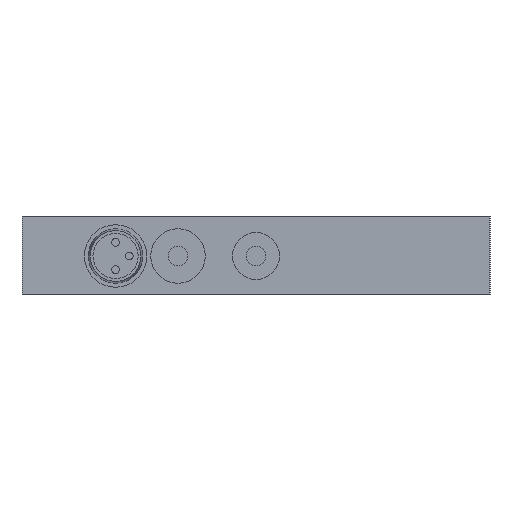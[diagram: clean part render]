
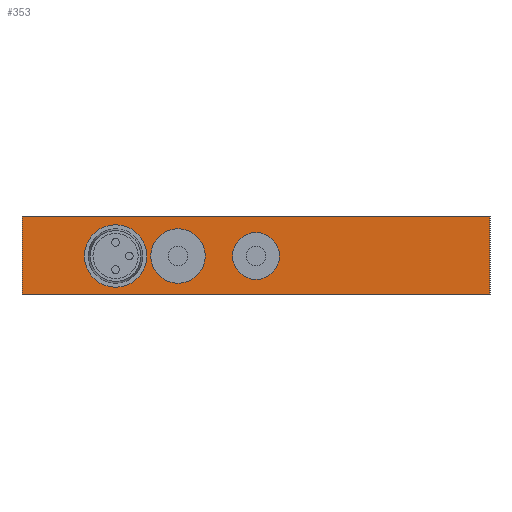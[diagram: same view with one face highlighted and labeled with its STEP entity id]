
A CAD part, left-side view. The second image highlights one B-rep face of the part: STEP entity #353.
In plain terms, the highlighted planar face has unit normal (-1, 0, 0).
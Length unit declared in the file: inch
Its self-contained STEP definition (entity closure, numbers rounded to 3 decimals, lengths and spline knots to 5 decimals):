
#22 = CARTESIAN_POINT ( 'NONE',  ( -1.23858, 0.19736, 0.05906 ) ) ;
#90 = VERTEX_POINT ( 'NONE', #1233 ) ;
#147 = FACE_BOUND ( 'NONE', #1646, .T. ) ;
#171 = EDGE_CURVE ( 'NONE', #1215, #1926, #366, .T. ) ;
#177 = AXIS2_PLACEMENT_3D ( 'NONE', #2620, #1464, #783 ) ;
#287 = VERTEX_POINT ( 'NONE', #2413 ) ;
#353 = ADVANCED_FACE ( 'NONE', ( #1843, #612, #1538, #147 ), #1107, .T. ) ;
#360 = CARTESIAN_POINT ( 'NONE',  ( -1.23858, -1.37744, 0. ) ) ;
#366 = LINE ( 'NONE', #2208, #969 ) ;
#394 = VERTEX_POINT ( 'NONE', #2837 ) ;
#415 = CARTESIAN_POINT ( 'NONE',  ( -1.23858, -1.37744, 0.3937 ) ) ;
#534 = VERTEX_POINT ( 'NONE', #22 ) ;
#612 = FACE_BOUND ( 'NONE', #1356, .T. ) ;
#642 = DIRECTION ( 'NONE',  ( -1., 0., 0. ) ) ;
#743 = EDGE_CURVE ( 'NONE', #1926, #2079, #2928, .T. ) ;
#783 = DIRECTION ( 'NONE',  ( 0., 0., -1. ) ) ;
#844 = DIRECTION ( 'NONE',  ( 1., 0., 0. ) ) ;
#873 = DIRECTION ( 'NONE',  ( 1., 0., 0. ) ) ;
#957 = EDGE_CURVE ( 'NONE', #534, #534, #1001, .T. ) ;
#962 = CIRCLE ( 'NONE', #2133, 0.11811 ) ;
#969 = VECTOR ( 'NONE', #1281, 39.37008 ) ;
#1001 = CIRCLE ( 'NONE', #177, 0.1378 ) ;
#1056 = EDGE_CURVE ( 'NONE', #287, #287, #1881, .T. ) ;
#1107 = PLANE ( 'NONE',  #1120 ) ;
#1120 = AXIS2_PLACEMENT_3D ( 'NONE', #1335, #642, #2238 ) ;
#1148 = LINE ( 'NONE', #415, #2339 ) ;
#1204 = ORIENTED_EDGE ( 'NONE', *, *, #1235, .T. ) ;
#1215 = VERTEX_POINT ( 'NONE', #1975 ) ;
#1233 = CARTESIAN_POINT ( 'NONE',  ( -1.23858, -0.19634, 0.07874 ) ) ;
#1235 = EDGE_CURVE ( 'NONE', #90, #90, #962, .T. ) ;
#1281 = DIRECTION ( 'NONE',  ( 0., 1., 0. ) ) ;
#1335 = CARTESIAN_POINT ( 'NONE',  ( -1.23858, -1.37744, 0. ) ) ;
#1356 = EDGE_LOOP ( 'NONE', ( #2915 ) ) ;
#1464 = DIRECTION ( 'NONE',  ( 1., 0., 0. ) ) ;
#1488 = ORIENTED_EDGE ( 'NONE', *, *, #171, .F. ) ;
#1538 = FACE_BOUND ( 'NONE', #1920, .T. ) ;
#1559 = VECTOR ( 'NONE', #2728, 39.37008 ) ;
#1612 = CARTESIAN_POINT ( 'NONE',  ( -1.23858, 0.98476, 0.3937 ) ) ;
#1646 = EDGE_LOOP ( 'NONE', ( #1893 ) ) ;
#1750 = EDGE_CURVE ( 'NONE', #394, #2079, #1148, .T. ) ;
#1760 = CARTESIAN_POINT ( 'NONE',  ( -1.23858, 0.51232, 0.19685 ) ) ;
#1779 = DIRECTION ( 'NONE',  ( 0., 0., -1. ) ) ;
#1843 = FACE_OUTER_BOUND ( 'NONE', #2369, .T. ) ;
#1849 = DIRECTION ( 'NONE',  ( 0., 1., 0. ) ) ;
#1881 = CIRCLE ( 'NONE', #2716, 0.1378 ) ;
#1893 = ORIENTED_EDGE ( 'NONE', *, *, #1056, .T. ) ;
#1920 = EDGE_LOOP ( 'NONE', ( #1204 ) ) ;
#1926 = VERTEX_POINT ( 'NONE', #2107 ) ;
#1975 = CARTESIAN_POINT ( 'NONE',  ( -1.23858, -1.37744, 0. ) ) ;
#2008 = LINE ( 'NONE', #360, #1559 ) ;
#2079 = VERTEX_POINT ( 'NONE', #1612 ) ;
#2100 = ORIENTED_EDGE ( 'NONE', *, *, #743, .F. ) ;
#2107 = CARTESIAN_POINT ( 'NONE',  ( -1.23858, 0.98476, 0. ) ) ;
#2133 = AXIS2_PLACEMENT_3D ( 'NONE', #2668, #844, #1779 ) ;
#2143 = ORIENTED_EDGE ( 'NONE', *, *, #1750, .T. ) ;
#2208 = CARTESIAN_POINT ( 'NONE',  ( -1.23858, -0.19634, 0. ) ) ;
#2238 = DIRECTION ( 'NONE',  ( 0., 0., 1. ) ) ;
#2305 = ORIENTED_EDGE ( 'NONE', *, *, #2457, .T. ) ;
#2339 = VECTOR ( 'NONE', #1849, 39.37008 ) ;
#2369 = EDGE_LOOP ( 'NONE', ( #2143, #2100, #1488, #2305 ) ) ;
#2413 = CARTESIAN_POINT ( 'NONE',  ( -1.23858, 0.51232, 0.05906 ) ) ;
#2457 = EDGE_CURVE ( 'NONE', #1215, #394, #2008, .T. ) ;
#2486 = CARTESIAN_POINT ( 'NONE',  ( -1.23858, 0.98476, 0. ) ) ;
#2558 = VECTOR ( 'NONE', #2729, 39.37008 ) ;
#2620 = CARTESIAN_POINT ( 'NONE',  ( -1.23858, 0.19736, 0.19685 ) ) ;
#2668 = CARTESIAN_POINT ( 'NONE',  ( -1.23858, -0.19634, 0.19685 ) ) ;
#2716 = AXIS2_PLACEMENT_3D ( 'NONE', #1760, #873, #2988 ) ;
#2728 = DIRECTION ( 'NONE',  ( 0., 0., 1. ) ) ;
#2729 = DIRECTION ( 'NONE',  ( 0., 0., 1. ) ) ;
#2837 = CARTESIAN_POINT ( 'NONE',  ( -1.23858, -1.37744, 0.3937 ) ) ;
#2915 = ORIENTED_EDGE ( 'NONE', *, *, #957, .T. ) ;
#2928 = LINE ( 'NONE', #2486, #2558 ) ;
#2988 = DIRECTION ( 'NONE',  ( 0., 0., -1. ) ) ;
